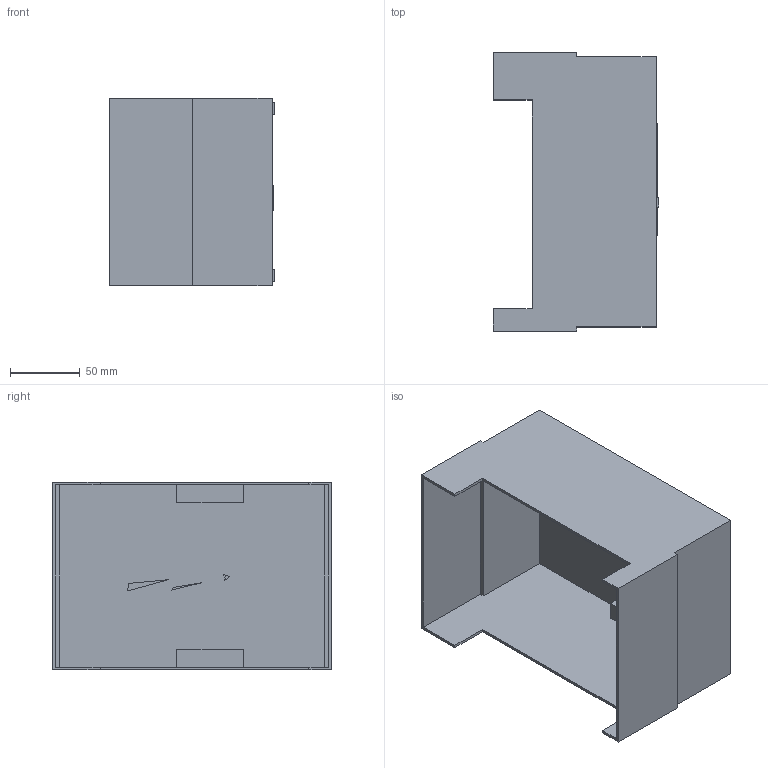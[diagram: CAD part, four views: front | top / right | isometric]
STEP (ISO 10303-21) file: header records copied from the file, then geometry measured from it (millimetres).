
FILE_DESCRIPTION((''),'2;1');
FILE_NAME('01756000.stp','2013-04-30T14:39:41',('AW'),(''),'Autodesk Inventor 2013','Autodesk Inventor 2013','');
FILE_SCHEMA(('AUTOMOTIVE_DESIGN { 1 0 10303 214 1 1 1 1 }'));
Length unit declared in the file: millimetre
Products named in the file (1): 01756000
Bounding box: 119 x 200 x 135 mm (x, y, z)
Volume: 193292.9 mm3; surface area: 194523.5 mm2
Topology: 1 solids, 1 shells, 93 faces, 243 edges, 162 vertices
Faces by surface type: plane 93
Entity records: 2930 total; most frequent: CARTESIAN_POINT 499, ORIENTED_EDGE 486, DIRECTION 431, VECTOR 243, LINE 243, EDGE_CURVE 243, VERTEX_POINT 162, EDGE_LOOP 103
